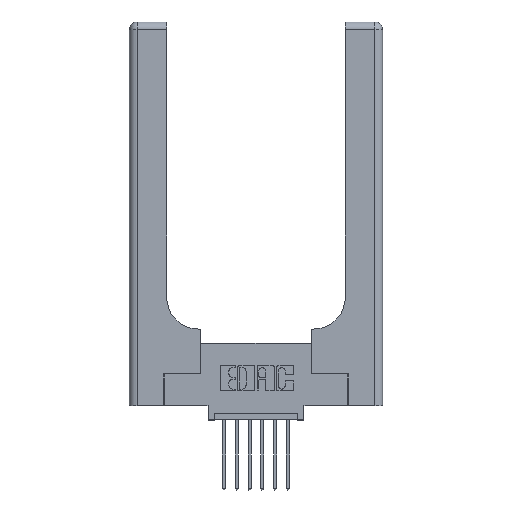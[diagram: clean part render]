
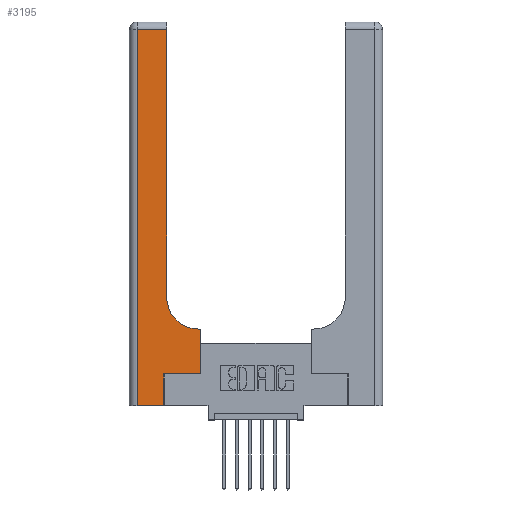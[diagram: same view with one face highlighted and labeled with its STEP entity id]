
A CAD part, top view. The second image highlights one B-rep face of the part: STEP entity #3195.
In plain terms, the highlighted planar face has unit normal (0, 0, 1).
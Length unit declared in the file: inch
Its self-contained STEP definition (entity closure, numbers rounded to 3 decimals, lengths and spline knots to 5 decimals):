
#169 = LINE ( 'NONE', #8784, #14387 ) ;
#175 = EDGE_CURVE ( 'NONE', #7666, #5403, #14453, .T. ) ;
#253 = ORIENTED_EDGE ( 'NONE', *, *, #4185, .T. ) ;
#361 = ORIENTED_EDGE ( 'NONE', *, *, #8198, .T. ) ;
#651 = VERTEX_POINT ( 'NONE', #6725 ) ;
#695 = DIRECTION ( 'NONE',  ( -1., 0., 0. ) ) ;
#1070 = LINE ( 'NONE', #11229, #10482 ) ;
#1515 = DIRECTION ( 'NONE',  ( -1., 0., 0. ) ) ;
#1684 = VECTOR ( 'NONE', #8340, 39.37008 ) ;
#1708 = VECTOR ( 'NONE', #14429, 39.37008 ) ;
#2018 = EDGE_CURVE ( 'NONE', #3465, #10770, #11401, .T. ) ;
#2036 = LINE ( 'NONE', #13013, #2933 ) ;
#2329 = VERTEX_POINT ( 'NONE', #6710 ) ;
#2729 = DIRECTION ( 'NONE',  ( -1., 0., 0. ) ) ;
#2895 = EDGE_CURVE ( 'NONE', #10770, #6805, #9074, .T. ) ;
#2933 = VECTOR ( 'NONE', #7462, 39.37008 ) ;
#3194 = ORIENTED_EDGE ( 'NONE', *, *, #7866, .T. ) ;
#3195 = ADVANCED_FACE ( 'NONE', ( #11538 ), #3968, .F. ) ;
#3465 = VERTEX_POINT ( 'NONE', #14095 ) ;
#3881 = VECTOR ( 'NONE', #1515, 39.37008 ) ;
#3968 = PLANE ( 'NONE',  #13276 ) ;
#4090 = CARTESIAN_POINT ( 'NONE',  ( 0.06, 0., 0.37 ) ) ;
#4185 = EDGE_CURVE ( 'NONE', #651, #7675, #14347, .T. ) ;
#4283 = ORIENTED_EDGE ( 'NONE', *, *, #175, .T. ) ;
#4524 = DIRECTION ( 'NONE',  ( 1., 0., 0. ) ) ;
#4558 = ORIENTED_EDGE ( 'NONE', *, *, #11754, .T. ) ;
#4972 = CARTESIAN_POINT ( 'NONE',  ( 0., 3., 0.37 ) ) ;
#5262 = CARTESIAN_POINT ( 'NONE',  ( 0.5415, 0.85, 0.37 ) ) ;
#5403 = VERTEX_POINT ( 'NONE', #11382 ) ;
#5608 = ORIENTED_EDGE ( 'NONE', *, *, #2895, .T. ) ;
#5671 = CARTESIAN_POINT ( 'NONE',  ( 0.269, 0., 0.37 ) ) ;
#5950 = EDGE_CURVE ( 'NONE', #7675, #7666, #2036, .T. ) ;
#6023 = VERTEX_POINT ( 'NONE', #9659 ) ;
#6314 = VECTOR ( 'NONE', #4524, 39.37008 ) ;
#6710 = CARTESIAN_POINT ( 'NONE',  ( 0.5585, 0.25, 0.37 ) ) ;
#6711 = AXIS2_PLACEMENT_3D ( 'NONE', #5262, #11130, #14582 ) ;
#6725 = CARTESIAN_POINT ( 'NONE',  ( 0.2915, 2.94, 0.37 ) ) ;
#6805 = VERTEX_POINT ( 'NONE', #13735 ) ;
#7462 = DIRECTION ( 'NONE',  ( 0., -1., 0. ) ) ;
#7666 = VERTEX_POINT ( 'NONE', #4090 ) ;
#7675 = VERTEX_POINT ( 'NONE', #8711 ) ;
#7851 = DIRECTION ( 'NONE',  ( 0., 1., 0. ) ) ;
#7866 = EDGE_CURVE ( 'NONE', #2329, #3465, #1070, .T. ) ;
#8198 = EDGE_CURVE ( 'NONE', #6805, #651, #169, .T. ) ;
#8340 = DIRECTION ( 'NONE',  ( 1., 0., 0. ) ) ;
#8389 = VECTOR ( 'NONE', #695, 39.37008 ) ;
#8607 = CARTESIAN_POINT ( 'NONE',  ( 0.2915, 0.6, 0.37 ) ) ;
#8711 = CARTESIAN_POINT ( 'NONE',  ( 0.06, 2.94, 0.37 ) ) ;
#8784 = CARTESIAN_POINT ( 'NONE',  ( 0.2915, 3., 0.37 ) ) ;
#9035 = ORIENTED_EDGE ( 'NONE', *, *, #13971, .T. ) ;
#9074 = CIRCLE ( 'NONE', #6711, 0.25 ) ;
#9506 = DIRECTION ( 'NONE',  ( 0., 0., -1. ) ) ;
#9659 = CARTESIAN_POINT ( 'NONE',  ( 0.269, 0.25, 0.37 ) ) ;
#10211 = ORIENTED_EDGE ( 'NONE', *, *, #5950, .T. ) ;
#10482 = VECTOR ( 'NONE', #7851, 39.37008 ) ;
#10543 = CARTESIAN_POINT ( 'NONE',  ( 0., 2.94, 0.37 ) ) ;
#10610 = CARTESIAN_POINT ( 'NONE',  ( 0.5415, 0.6, 0.37 ) ) ;
#10770 = VERTEX_POINT ( 'NONE', #10610 ) ;
#11130 = DIRECTION ( 'NONE',  ( 0., 0., -1. ) ) ;
#11229 = CARTESIAN_POINT ( 'NONE',  ( 0.5585, 0.25, 0.37 ) ) ;
#11382 = CARTESIAN_POINT ( 'NONE',  ( 0.269, 0., 0.37 ) ) ;
#11401 = LINE ( 'NONE', #8607, #8389 ) ;
#11538 = FACE_OUTER_BOUND ( 'NONE', #14507, .T. ) ;
#11754 = EDGE_CURVE ( 'NONE', #6023, #2329, #12169, .T. ) ;
#12169 = LINE ( 'NONE', #13500, #6314 ) ;
#12189 = DIRECTION ( 'NONE',  ( 0., 1., 0. ) ) ;
#12814 = CARTESIAN_POINT ( 'NONE',  ( 0., 0., 0.37 ) ) ;
#12843 = ORIENTED_EDGE ( 'NONE', *, *, #2018, .T. ) ;
#13013 = CARTESIAN_POINT ( 'NONE',  ( 0.06, 3., 0.37 ) ) ;
#13276 = AXIS2_PLACEMENT_3D ( 'NONE', #4972, #9506, #2729 ) ;
#13500 = CARTESIAN_POINT ( 'NONE',  ( 0.269, 0.25, 0.37 ) ) ;
#13735 = CARTESIAN_POINT ( 'NONE',  ( 0.2915, 0.85, 0.37 ) ) ;
#13757 = LINE ( 'NONE', #5671, #1708 ) ;
#13971 = EDGE_CURVE ( 'NONE', #5403, #6023, #13757, .T. ) ;
#14095 = CARTESIAN_POINT ( 'NONE',  ( 0.5585, 0.6, 0.37 ) ) ;
#14347 = LINE ( 'NONE', #10543, #3881 ) ;
#14387 = VECTOR ( 'NONE', #12189, 39.37008 ) ;
#14429 = DIRECTION ( 'NONE',  ( 0., 1., 0. ) ) ;
#14453 = LINE ( 'NONE', #12814, #1684 ) ;
#14507 = EDGE_LOOP ( 'NONE', ( #361, #253, #10211, #4283, #9035, #4558, #3194, #12843, #5608 ) ) ;
#14582 = DIRECTION ( 'NONE',  ( 1., 0., 0. ) ) ;
